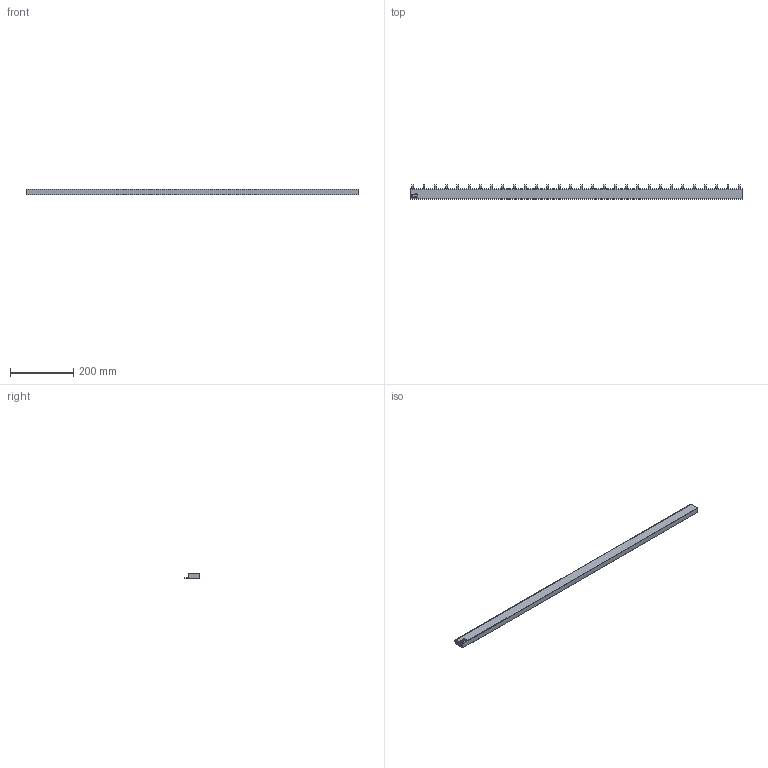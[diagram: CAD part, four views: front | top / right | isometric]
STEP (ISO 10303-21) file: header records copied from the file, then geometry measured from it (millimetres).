
FILE_DESCRIPTION((''),'2;1');
FILE_NAME('STP-3211-50_ASM','2021-05-10T',('marketing.praksa'),('Audax d.o.o.'),'CREO PARAMETRIC BY PTC INC, 2017480','CREO PARAMETRIC BY PTC INC, 2017480','');
FILE_SCHEMA(('AUTOMOTIVE_DESIGN { 1 0 10303 214 1 1 1 1 }'));
Length unit declared in the file: millimetre
Products named in the file (4): PRT9526; PRT9527; PRT9528; STP-3211-50_ASM
Assembly tree (3 placements, depth 2):
  STP-3211-50_ASM
    PRT9526
    PRT9527
    PRT9528
Bounding box: 1050 x 44.7 x 17.07 mm (x, y, z)
Volume: 583995.7 mm3; surface area: 112473.2 mm2
Topology: 34 solids, 34 shells, 431 faces, 1080 edges, 720 vertices
Faces by surface type: plane 307, cylinder 124
Entity records: 19699 total; most frequent: CARTESIAN_POINT 2315, DIRECTION 2172, ORIENTED_EDGE 2160, PRESENTATION_STYLE_ASSIGNMENT 1545, STYLED_ITEM 1545, CURVE_STYLE 1080, EDGE_CURVE 1080, VECTOR 832
